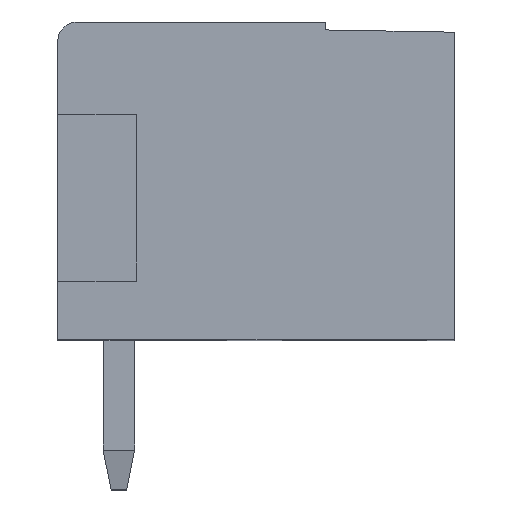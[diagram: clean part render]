
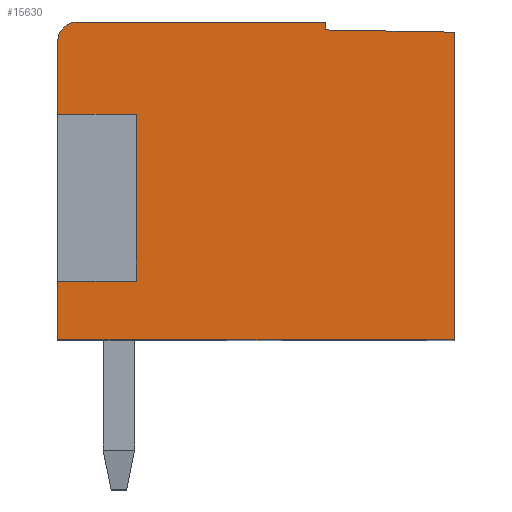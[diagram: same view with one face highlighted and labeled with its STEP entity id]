
A CAD part, top view. The second image highlights one B-rep face of the part: STEP entity #15630.
In plain terms, the highlighted planar face has unit normal (0, 0, 1).
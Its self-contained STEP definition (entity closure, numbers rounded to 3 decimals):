
#163=DIRECTION('',(-1.,0.,0.));
#164=VECTOR('',#163,6.326);
#165=CARTESIAN_POINT('',(-13.889,8.199,168.212));
#166=LINE('',#165,#164);
#5563=DIRECTION('',(0.,-1.,0.));
#5564=VECTOR('',#5563,7.84);
#5565=CARTESIAN_POINT('',(-10.615,7.94,168.212));
#5566=LINE('',#5565,#5564);
#5567=DIRECTION('',(-1.,0.,0.));
#5568=VECTOR('',#5567,10.1);
#5569=CARTESIAN_POINT('',(-10.615,0.099,
168.212));
#5570=LINE('',#5569,#5568);
#5571=DIRECTION('',(0.,1.,0.));
#5572=VECTOR('',#5571,1.5);
#5573=CARTESIAN_POINT('',(-20.715,0.099,
168.212));
#5574=LINE('',#5573,#5572);
#5575=DIRECTION('',(1.,0.,0.));
#5576=VECTOR('',#5575,2.);
#5577=CARTESIAN_POINT('',(-20.715,1.599,168.212));
#5578=LINE('',#5577,#5576);
#5579=DIRECTION('',(0.,1.,0.));
#5580=VECTOR('',#5579,1.85);
#5581=CARTESIAN_POINT('',(-20.715,5.849,168.212));
#5582=LINE('',#5581,#5580);
#5583=CARTESIAN_POINT('',(-20.215,7.699,168.212));
#5584=DIRECTION('',(0.,0.,-1.));
#5585=DIRECTION('',(-1.,0.,0.));
#5586=AXIS2_PLACEMENT_3D('',#5583,#5584,#5585);
#5588=DIRECTION('',(0.,-1.,0.));
#5589=VECTOR('',#5588,0.202);
#5590=CARTESIAN_POINT('',(-13.889,8.199,168.212));
#5591=LINE('',#5590,#5589);
#5592=DIRECTION('',(1.,-0.017,0.));
#5593=VECTOR('',#5592,3.274);
#5594=CARTESIAN_POINT('',(-13.889,7.997,168.212));
#5595=LINE('',#5594,#5593);
#5624=DIRECTION('',(1.,0.,0.));
#5625=VECTOR('',#5624,2.);
#5626=CARTESIAN_POINT('',(-20.715,5.849,168.212));
#5627=LINE('',#5626,#5625);
#5632=DIRECTION('',(0.,-1.,0.));
#5633=VECTOR('',#5632,4.25);
#5634=CARTESIAN_POINT('',(-18.715,5.849,168.212));
#5635=LINE('',#5634,#5633);
#5636=CARTESIAN_POINT('',(-10.615,7.94,168.212));
#5637=CARTESIAN_POINT('',(-10.615,0.099,
168.212));
#5638=VERTEX_POINT('',#5636);
#5639=VERTEX_POINT('',#5637);
#5872=CARTESIAN_POINT('',(-20.715,5.849,168.212));
#5873=CARTESIAN_POINT('',(-20.715,7.699,168.212));
#5874=VERTEX_POINT('',#5872);
#5875=VERTEX_POINT('',#5873);
#5880=CARTESIAN_POINT('',(-20.715,1.599,168.212));
#5881=VERTEX_POINT('',#5880);
#5882=CARTESIAN_POINT('',(-20.715,0.099,
168.212));
#5883=VERTEX_POINT('',#5882);
#5912=CARTESIAN_POINT('',(-20.215,8.199,168.212));
#5913=VERTEX_POINT('',#5912);
#5914=CARTESIAN_POINT('',(-13.889,8.199,168.212));
#5915=VERTEX_POINT('',#5914);
#5916=CARTESIAN_POINT('',(-13.889,7.997,168.212));
#5917=VERTEX_POINT('',#5916);
#5918=CARTESIAN_POINT('',(-18.715,1.599,168.212));
#5919=VERTEX_POINT('',#5918);
#5920=CARTESIAN_POINT('',(-18.715,5.849,168.212));
#5921=VERTEX_POINT('',#5920);
#15609=CARTESIAN_POINT('',(-10.615,0.099,
168.212));
#15610=DIRECTION('',(0.,0.,-1.));
#15611=DIRECTION('',(0.,1.,0.));
#15612=AXIS2_PLACEMENT_3D('',#15609,#15610,#15611);
#15613=PLANE('',#15612);
#15614=ORIENTED_EDGE('',*,*,#7385,.T.);
#15615=ORIENTED_EDGE('',*,*,#8119,.T.);
#15616=ORIENTED_EDGE('',*,*,#7610,.T.);
#15618=ORIENTED_EDGE('',*,*,#15617,.T.);
#15620=ORIENTED_EDGE('',*,*,#15619,.F.);
#15622=ORIENTED_EDGE('',*,*,#15621,.F.);
#15623=ORIENTED_EDGE('',*,*,#7602,.T.);
#15624=ORIENTED_EDGE('',*,*,#7567,.T.);
#15625=ORIENTED_EDGE('',*,*,#7552,.F.);
#15626=ORIENTED_EDGE('',*,*,#7537,.T.);
#15627=ORIENTED_EDGE('',*,*,#7522,.T.);
#15628=EDGE_LOOP('',(#15614,#15615,#15616,#15618,#15620,#15622,#15623,#15624,
#15625,#15626,#15627));
#15629=FACE_OUTER_BOUND('',#15628,.F.);
#5587=CIRCLE('',#5586,0.5);
#7385=EDGE_CURVE('',#5638,#5639,#5566,.T.);
#7522=EDGE_CURVE('',#5917,#5638,#5595,.T.);
#7537=EDGE_CURVE('',#5915,#5917,#5591,.T.);
#7552=EDGE_CURVE('',#5915,#5913,#166,.T.);
#7567=EDGE_CURVE('',#5875,#5913,#5587,.T.);
#7602=EDGE_CURVE('',#5874,#5875,#5582,.T.);
#7610=EDGE_CURVE('',#5883,#5881,#5574,.T.);
#8119=EDGE_CURVE('',#5639,#5883,#5570,.T.);
#15617=EDGE_CURVE('',#5881,#5919,#5578,.T.);
#15619=EDGE_CURVE('',#5921,#5919,#5635,.T.);
#15621=EDGE_CURVE('',#5874,#5921,#5627,.T.);
#15630=ADVANCED_FACE('',(#15629),#15613,.F.);
